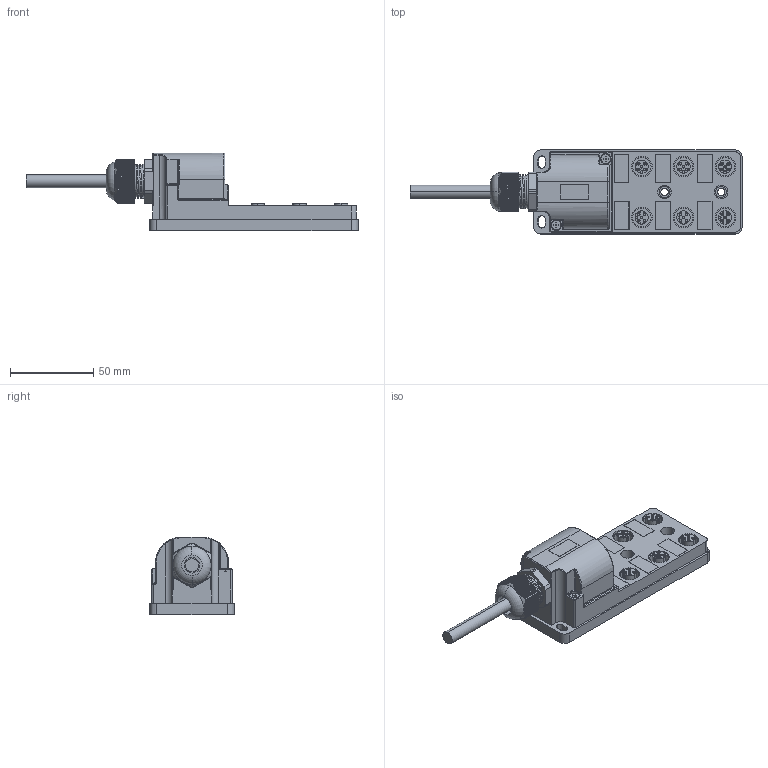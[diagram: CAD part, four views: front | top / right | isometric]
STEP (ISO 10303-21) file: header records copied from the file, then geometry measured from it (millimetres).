
FILE_DESCRIPTION (( 'STEP AP214' ), '1' );
FILE_NAME ('ZP-JBH64-00-ZZ.STEP', '2017-10-05T13:10:45', ( 'Mencom User' ), ( 'Hewlett-Packard Company' ), 'SwSTEP 2.0', 'SolidWorks 2016', '' );
FILE_SCHEMA (( 'AUTOMOTIVE_DESIGN' ));
Length unit declared in the file: millimetre
Products named in the file (1): ZP-JBH64-00-ZZ
Bounding box: 199.85 x 50.57 x 46.89 mm (x, y, z)
Volume: 149063.3 mm3; surface area: 40180.7 mm2
Topology: 8 solids, 22 shells, 1405 faces, 3524 edges, 2284 vertices
Faces by surface type: plane 800, cylinder 390, bspline 129, cone 64, torus 17, sphere 5
Entity records: 64350 total; most frequent: CARTESIAN_POINT 16078, ORIENTED_EDGE 7038, DIRECTION 6305, EDGE_CURVE 3519, VERTEX_POINT 2284, LINE 2145, VECTOR 2145, AXIS2_PLACEMENT_3D 2080
